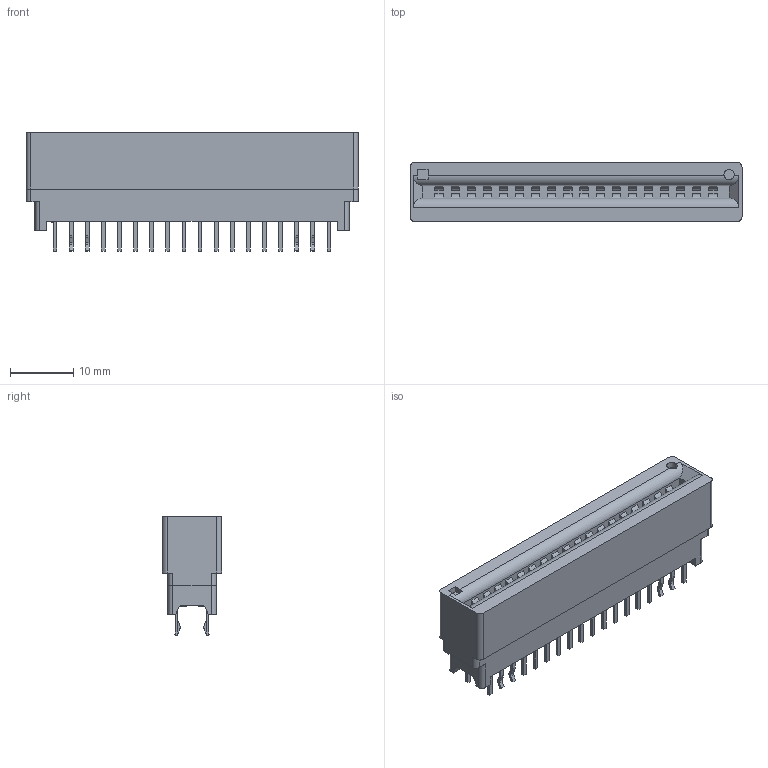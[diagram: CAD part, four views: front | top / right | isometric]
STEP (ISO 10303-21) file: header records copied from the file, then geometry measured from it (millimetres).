
FILE_DESCRIPTION((''),'2;1');
FILE_NAME('C-5645235-4','2019-03-08T06:58:20',('workeradm'),('TE Connectivity Ltd.'),'CREO PARAMETRIC BY PTC INC, 2018190','CREO PARAMETRIC BY PTC INC, 2018190','');
FILE_SCHEMA(('AUTOMOTIVE_DESIGN { 1 0 10303 214 1 1 1 1 }'));
Length unit declared in the file: inch
Products named in the file (1): C-5645235-4
Bounding box: 52.32 x 9.35 x 18.72 mm (x, y, z)
Volume: 5658.2 mm3; surface area: 3854.7 mm2
Topology: 1 solids, 1 shells, 454 faces, 1123 edges, 746 vertices
Faces by surface type: plane 360, cylinder 90, torus 4
Entity records: 13423 total; most frequent: CARTESIAN_POINT 2391, ORIENTED_EDGE 2246, DIRECTION 2205, EDGE_CURVE 1123, VECTOR 931, LINE 931, VERTEX_POINT 746, AXIS2_PLACEMENT_3D 637
